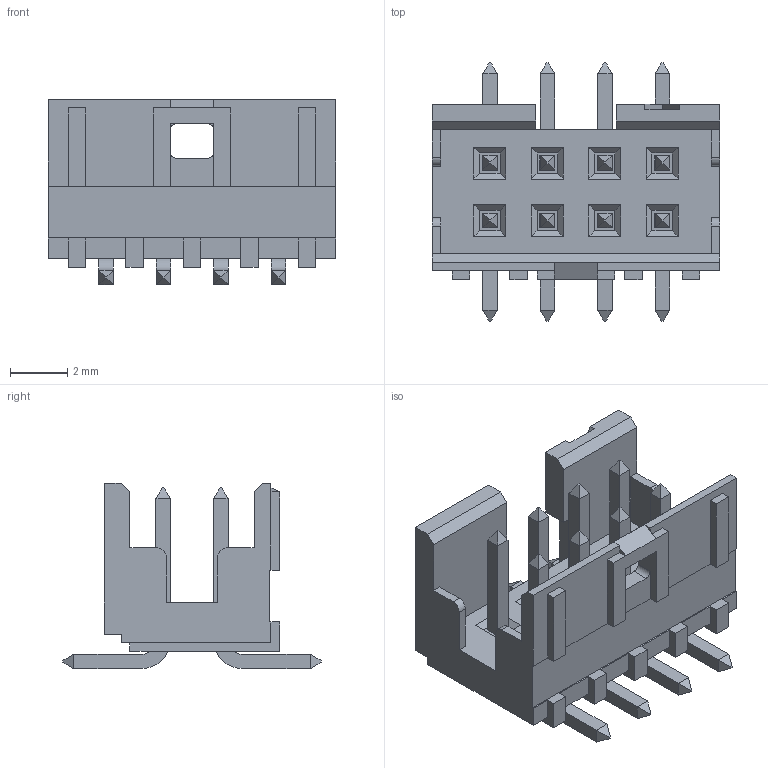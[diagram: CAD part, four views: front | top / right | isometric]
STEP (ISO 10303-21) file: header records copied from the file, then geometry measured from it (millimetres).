
FILE_DESCRIPTION(('FreeCAD Model'),'2;1');
FILE_NAME('98424-X52-08_ASM.step', '2017-07-18T09:50:08',('kicad StepUp'),('ksu MCAD'), 'Open CASCADE STEP processor 6.8','FreeCAD','Unknown');
FILE_SCHEMA(('AUTOMOTIVE_DESIGN_CC2 { 1 2 10303 214 -1 1 5 4 }'));
Length unit declared in the file: millimetre
Products named in the file (2): ASSEMBLY; 98424-X52-08_ASM
Assembly tree (1 placements, depth 2):
  ASSEMBLY
    98424-X52-08_ASM
Bounding box: 10 x 9 x 6.45 mm (x, y, z)
Volume: 144.1 mm3; surface area: 506 mm2
Topology: 1 solids, 1 shells, 380 faces, 974 edges, 604 vertices
Faces by surface type: plane 356, cylinder 24
Entity records: 11213 total; most frequent: CARTESIAN_POINT 1960, ORIENTED_EDGE 1948, DIRECTION 1786, EDGE_CURVE 974, LINE 926, VECTOR 926, VERTEX_POINT 604, AXIS2_PLACEMENT_3D 430
